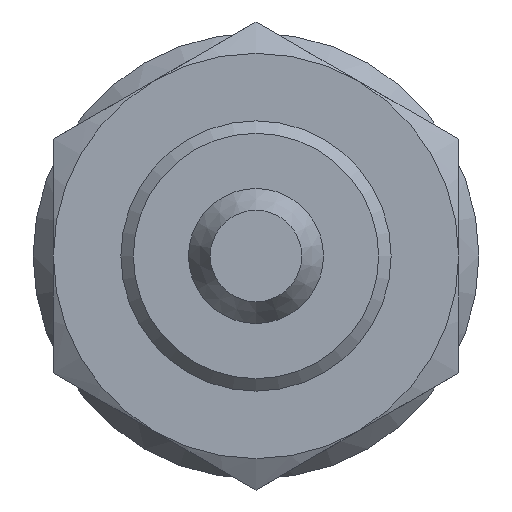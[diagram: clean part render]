
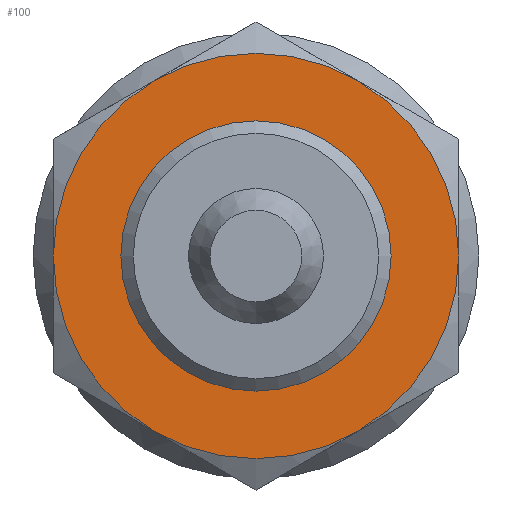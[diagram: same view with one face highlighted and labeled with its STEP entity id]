
A CAD part, front view. The second image highlights one B-rep face of the part: STEP entity #100.
In plain terms, the highlighted planar face has unit normal (0, -1, 0).
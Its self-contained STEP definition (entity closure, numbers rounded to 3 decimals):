
#100 = ADVANCED_FACE( '', ( #230, #231 ), #232, .T. );
#230 = FACE_OUTER_BOUND( '', #398, .T. );
#231 = FACE_BOUND( '', #399, .T. );
#232 = PLANE( '', #400 );
#398 = EDGE_LOOP( '', ( #615, #616, #617, #618, #619, #620 ) );
#399 = EDGE_LOOP( '', ( #621 ) );
#400 = AXIS2_PLACEMENT_3D( '', #622, #623, #624 );
#615 = ORIENTED_EDGE( '', *, *, #933, .T. );
#616 = ORIENTED_EDGE( '', *, *, #937, .T. );
#617 = ORIENTED_EDGE( '', *, *, #938, .T. );
#618 = ORIENTED_EDGE( '', *, *, #939, .T. );
#619 = ORIENTED_EDGE( '', *, *, #888, .T. );
#620 = ORIENTED_EDGE( '', *, *, #892, .T. );
#621 = ORIENTED_EDGE( '', *, *, #940, .F. );
#622 = CARTESIAN_POINT( '', ( 10., -24., 0. ) );
#623 = DIRECTION( '', ( 0., -1., 0. ) );
#624 = DIRECTION( '', ( 0., 0., -1. ) );
#888 = EDGE_CURVE( '', #1028, #1029, #1030, .T. );
#892 = EDGE_CURVE( '', #1029, #1035, #1036, .T. );
#933 = EDGE_CURVE( '', #1035, #1104, #1105, .T. );
#937 = EDGE_CURVE( '', #1104, #1110, #1111, .T. );
#938 = EDGE_CURVE( '', #1110, #1088, #1112, .T. );
#939 = EDGE_CURVE( '', #1088, #1028, #1113, .T. );
#940 = EDGE_CURVE( '', #1114, #1114, #1115, .T. );
#1028 = VERTEX_POINT( '', #1232 );
#1029 = VERTEX_POINT( '', #1233 );
#1030 = CIRCLE( '', #1234, 15. );
#1035 = VERTEX_POINT( '', #1251 );
#1036 = CIRCLE( '', #1252, 15. );
#1088 = VERTEX_POINT( '', #1377 );
#1104 = VERTEX_POINT( '', #1412 );
#1105 = CIRCLE( '', #1413, 15. );
#1110 = VERTEX_POINT( '', #1432 );
#1111 = CIRCLE( '', #1433, 15. );
#1112 = CIRCLE( '', #1434, 15. );
#1113 = CIRCLE( '', #1435, 15. );
#1114 = VERTEX_POINT( '', #1436 );
#1115 = CIRCLE( '', #1437, 10. );
#1232 = CARTESIAN_POINT( '', ( -15., -24., 0. ) );
#1233 = CARTESIAN_POINT( '', ( -7.5, -24., -12.99 ) );
#1234 = AXIS2_PLACEMENT_3D( '', #1649, #1650, #1651 );
#1251 = CARTESIAN_POINT( '', ( 7.5, -24., -12.99 ) );
#1252 = AXIS2_PLACEMENT_3D( '', #1652, #1653, #1654 );
#1377 = CARTESIAN_POINT( '', ( -7.5, -24., 12.99 ) );
#1412 = CARTESIAN_POINT( '', ( 15., -24., 0. ) );
#1413 = AXIS2_PLACEMENT_3D( '', #1687, #1688, #1689 );
#1432 = CARTESIAN_POINT( '', ( 7.5, -24., 12.99 ) );
#1433 = AXIS2_PLACEMENT_3D( '', #1690, #1691, #1692 );
#1434 = AXIS2_PLACEMENT_3D( '', #1693, #1694, #1695 );
#1435 = AXIS2_PLACEMENT_3D( '', #1696, #1697, #1698 );
#1436 = CARTESIAN_POINT( '', ( 0., -24., -10. ) );
#1437 = AXIS2_PLACEMENT_3D( '', #1699, #1700, #1701 );
#1649 = CARTESIAN_POINT( '', ( 0., -24., 0. ) );
#1650 = DIRECTION( '', ( 0., -1., 0. ) );
#1651 = DIRECTION( '', ( 0., 0., -1. ) );
#1652 = CARTESIAN_POINT( '', ( 0., -24., 0. ) );
#1653 = DIRECTION( '', ( 0., -1., 0. ) );
#1654 = DIRECTION( '', ( 0., 0., -1. ) );
#1687 = CARTESIAN_POINT( '', ( 0., -24., 0. ) );
#1688 = DIRECTION( '', ( 0., -1., 0. ) );
#1689 = DIRECTION( '', ( 0., 0., -1. ) );
#1690 = CARTESIAN_POINT( '', ( 0., -24., 0. ) );
#1691 = DIRECTION( '', ( 0., -1., 0. ) );
#1692 = DIRECTION( '', ( 0., 0., -1. ) );
#1693 = CARTESIAN_POINT( '', ( 0., -24., 0. ) );
#1694 = DIRECTION( '', ( 0., -1., 0. ) );
#1695 = DIRECTION( '', ( 0., 0., -1. ) );
#1696 = CARTESIAN_POINT( '', ( 0., -24., 0. ) );
#1697 = DIRECTION( '', ( 0., -1., 0. ) );
#1698 = DIRECTION( '', ( 0., 0., -1. ) );
#1699 = CARTESIAN_POINT( '', ( 0., -24., 0. ) );
#1700 = DIRECTION( '', ( 0., -1., 0. ) );
#1701 = DIRECTION( '', ( 0., 0., -1. ) );
